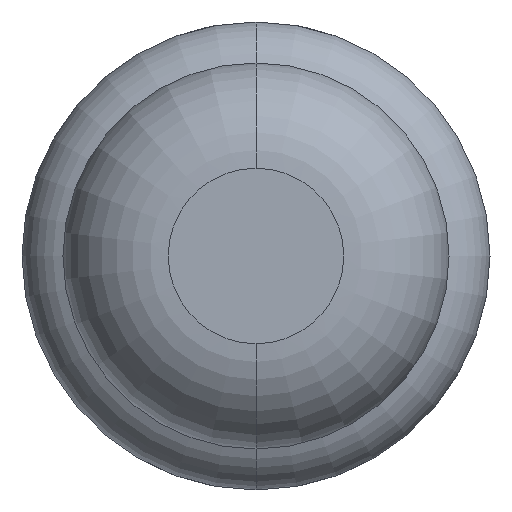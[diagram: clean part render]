
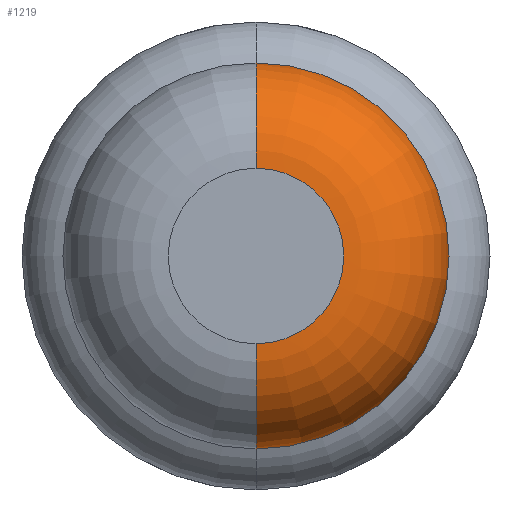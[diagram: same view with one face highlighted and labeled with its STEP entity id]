
A CAD part, front view. The second image highlights one B-rep face of the part: STEP entity #1219.
In plain terms, the highlighted toroidal (fillet/blend) face has major radius 0.375 mm and minor radius 0.45 mm.
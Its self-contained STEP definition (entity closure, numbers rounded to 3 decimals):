
#61 = CARTESIAN_POINT ( 'NONE',  ( 0., -30.4, -0.375 ) ) ;
#123 = CARTESIAN_POINT ( 'NONE',  ( 0., -30.4, 0. ) ) ;
#211 = VERTEX_POINT ( 'NONE', #61 ) ;
#233 = ORIENTED_EDGE ( 'NONE', *, *, #798, .F. ) ;
#384 = AXIS2_PLACEMENT_3D ( 'NONE', #2067, #3534, #1194 ) ;
#559 = CARTESIAN_POINT ( 'NONE',  ( 0., -29.95, 0. ) ) ;
#608 = AXIS2_PLACEMENT_3D ( 'NONE', #2068, #3198, #1162 ) ;
#659 = VERTEX_POINT ( 'NONE', #1408 ) ;
#798 = EDGE_CURVE ( 'NONE', #659, #3625, #1633, .T. ) ;
#854 = AXIS2_PLACEMENT_3D ( 'NONE', #1256, #1601, #3016 ) ;
#1009 = DIRECTION ( 'NONE',  ( 0., 1., 0. ) ) ;
#1076 = VERTEX_POINT ( 'NONE', #1151 ) ;
#1151 = CARTESIAN_POINT ( 'NONE',  ( 0., -29.95, -0.825 ) ) ;
#1162 = DIRECTION ( 'NONE',  ( 0., 0., 1. ) ) ;
#1194 = DIRECTION ( 'NONE',  ( 0., 0., 1. ) ) ;
#1219 = ADVANCED_FACE ( 'Defeature ausgef�hrt1_6', ( #2925 ), #2974, .T. ) ;
#1256 = CARTESIAN_POINT ( 'NONE',  ( 0., -29.95, -0.375 ) ) ;
#1322 = EDGE_LOOP ( 'NONE', ( #3758, #1508, #2051, #233 ) ) ;
#1370 = AXIS2_PLACEMENT_3D ( 'NONE', #123, #1009, #2167 ) ;
#1408 = CARTESIAN_POINT ( 'NONE',  ( 0., -30.4, 0.375 ) ) ;
#1508 = ORIENTED_EDGE ( 'NONE', *, *, #2718, .T. ) ;
#1524 = EDGE_CURVE ( 'Defeature ausgef�hrt1_6+Defeature ausgef�hrt1_5+Defeature ausgef�hrt1_5+Defeature ausgef�hrt1_5', #659, #211, #1646, .T. ) ;
#1601 = DIRECTION ( 'NONE',  ( 1., 0., 0. ) ) ;
#1633 = CIRCLE ( 'NONE', #608, 0.45 ) ;
#1646 = CIRCLE ( 'NONE', #1370, 0.375 ) ;
#1702 = CIRCLE ( 'NONE', #854, 0.45 ) ;
#1768 = AXIS2_PLACEMENT_3D ( 'NONE', #559, #3233, #1782 ) ;
#1782 = DIRECTION ( 'NONE',  ( 0., 0., 1. ) ) ;
#1983 = CIRCLE ( 'NONE', #384, 0.825 ) ;
#2051 = ORIENTED_EDGE ( 'NONE', *, *, #2376, .F. ) ;
#2067 = CARTESIAN_POINT ( 'NONE',  ( 0., -29.95, 0. ) ) ;
#2068 = CARTESIAN_POINT ( 'NONE',  ( 0., -29.95, 0.375 ) ) ;
#2167 = DIRECTION ( 'NONE',  ( 0., 0., 1. ) ) ;
#2372 = CARTESIAN_POINT ( 'NONE',  ( 0., -29.95, 0.825 ) ) ;
#2376 = EDGE_CURVE ( 'Defeature ausgef�hrt1_7+Defeature ausgef�hrt1_6+Defeature ausgef�hrt1_6+Defeature ausgef�hrt1_6', #3625, #1076, #1983, .T. ) ;
#2718 = EDGE_CURVE ( 'NONE', #211, #1076, #1702, .T. ) ;
#2925 = FACE_OUTER_BOUND ( 'NONE', #1322, .T. ) ;
#2974 = TOROIDAL_SURFACE ( 'NONE', #1768, 0.375, 0.45 ) ;
#3016 = DIRECTION ( 'NONE',  ( 0., 0., -1. ) ) ;
#3198 = DIRECTION ( 'NONE',  ( -1., 0., 0. ) ) ;
#3233 = DIRECTION ( 'NONE',  ( 0., 1., 0. ) ) ;
#3534 = DIRECTION ( 'NONE',  ( 0., 1., 0. ) ) ;
#3625 = VERTEX_POINT ( 'NONE', #2372 ) ;
#3758 = ORIENTED_EDGE ( 'NONE', *, *, #1524, .T. ) ;
